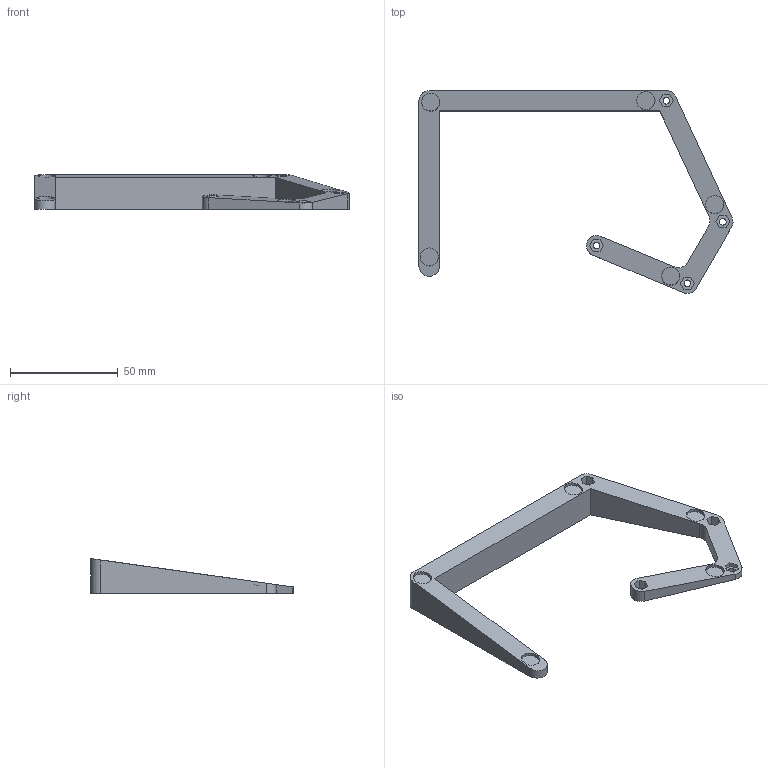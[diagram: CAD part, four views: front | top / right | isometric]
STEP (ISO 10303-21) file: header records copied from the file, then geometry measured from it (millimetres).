
FILE_DESCRIPTION(('STEP AP203'), '1');
FILE_NAME('íîæêà_êëàâèàòóðû_2îñè', '', ('UNSPECIFIED'), ('UNSPECIFIED'), 'C3D Converter', 'C3D Toolkit', '');
FILE_SCHEMA(('CONFIG_CONTROL_DESIGN'));
Length unit declared in the file: millimetre
Bounding box: 146 x 94.35 x 16.26 mm (x, y, z)
Volume: 33667.7 mm3; surface area: 14468.6 mm2
Topology: 1 solids, 1 shells, 62 faces, 153 edges, 102 vertices
Faces by surface type: plane 45, cylinder 17
Full cylindrical faces by diameter (mm): 3.1 x4, 8.5 x5
Entity records: 2330 total; most frequent: CARTESIAN_POINT 333, DIRECTION 288, ORIENTED_EDGE 288, EDGE_CURVE 144, LINE 110, VECTOR 110, VERTEX_POINT 102, AXIS2_PLACEMENT_3D 89
